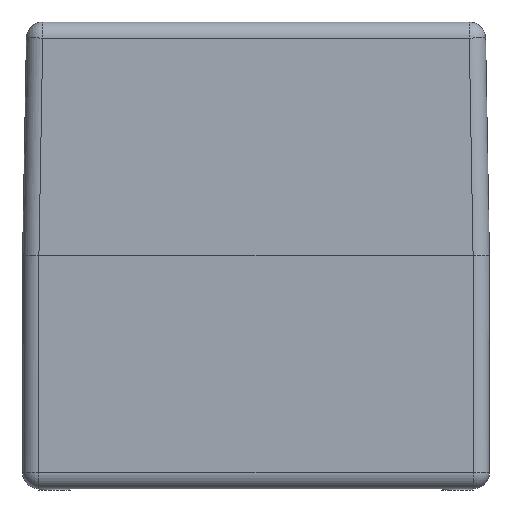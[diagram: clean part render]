
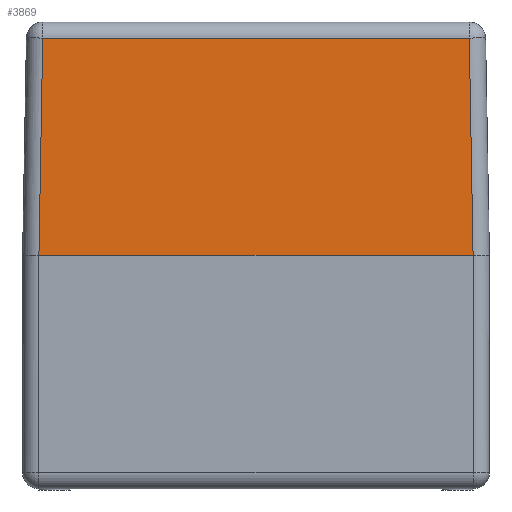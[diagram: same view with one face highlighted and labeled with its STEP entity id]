
A CAD part, left-side view. The second image highlights one B-rep face of the part: STEP entity #3869.
In plain terms, the highlighted planar face has unit normal (-1, 0, 0.018).
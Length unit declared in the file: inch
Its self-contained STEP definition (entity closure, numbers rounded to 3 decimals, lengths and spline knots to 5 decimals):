
#229 = LINE ( 'NONE', #6515, #15077 ) ;
#731 = ORIENTED_EDGE ( 'NONE', *, *, #5099, .T. ) ;
#767 = CARTESIAN_POINT ( 'NONE',  ( -1., -0.93001, 0. ) ) ;
#830 = DIRECTION ( 'NONE',  ( 0., 1., 0. ) ) ;
#892 = CARTESIAN_POINT ( 'NONE',  ( -0.98375, 0.98254, 0.93122 ) ) ;
#1072 = ORIENTED_EDGE ( 'NONE', *, *, #10598, .T. ) ;
#1108 = EDGE_CURVE ( 'NONE', #2764, #16314, #6332, .T. ) ;
#1662 = EDGE_LOOP ( 'NONE', ( #13885, #8077, #1909, #731, #1072, #12178 ) ) ;
#1878 = PLANE ( 'NONE',  #15214 ) ;
#1909 = ORIENTED_EDGE ( 'NONE', *, *, #9349, .T. ) ;
#2036 = VERTEX_POINT ( 'NONE', #767 ) ;
#2081 = CARTESIAN_POINT ( 'NONE',  ( -1., -1., 0. ) ) ;
#2177 = CARTESIAN_POINT ( 'NONE',  ( -1., -1., 0. ) ) ;
#2764 = VERTEX_POINT ( 'NONE', #11201 ) ;
#3002 = LINE ( 'NONE', #5036, #10718 ) ;
#3869 = ADVANCED_FACE ( 'NONE', ( #9932 ), #1878, .T. ) ;
#3888 = CARTESIAN_POINT ( 'NONE',  ( -0.98375, 0.91376, 0.93122 ) ) ;
#4190 = VERTEX_POINT ( 'NONE', #3888 ) ;
#5036 = CARTESIAN_POINT ( 'NONE',  ( -1., -1., 0. ) ) ;
#5099 = EDGE_CURVE ( 'NONE', #4190, #6260, #229, .T. ) ;
#5110 = CARTESIAN_POINT ( 'NONE',  ( -1., 0.93001, 0. ) ) ;
#5384 = CARTESIAN_POINT ( 'NONE',  ( -1.00002, -0.93003, -0.00122 ) ) ;
#5763 = DIRECTION ( 'NONE',  ( 0.017, 0., 1. ) ) ;
#6260 = VERTEX_POINT ( 'NONE', #5110 ) ;
#6332 = LINE ( 'NONE', #2177, #9595 ) ;
#6515 = CARTESIAN_POINT ( 'NONE',  ( -0.99941, 0.92942, 0.03367 ) ) ;
#6707 = VERTEX_POINT ( 'NONE', #12568 ) ;
#7066 = VECTOR ( 'NONE', #12506, 39.37008 ) ;
#7715 = CARTESIAN_POINT ( 'NONE',  ( -1., -1., 0. ) ) ;
#7725 = DIRECTION ( 'NONE',  ( 0., -1., 0. ) ) ;
#7765 = DIRECTION ( 'NONE',  ( -1., 0., 0.017 ) ) ;
#8077 = ORIENTED_EDGE ( 'NONE', *, *, #15779, .T. ) ;
#9349 = EDGE_CURVE ( 'NONE', #6707, #4190, #13669, .T. ) ;
#9595 = VECTOR ( 'NONE', #11394, 39.37008 ) ;
#9932 = FACE_OUTER_BOUND ( 'NONE', #1662, .T. ) ;
#10243 = DIRECTION ( 'NONE',  ( -0.017, 0.017, -1. ) ) ;
#10598 = EDGE_CURVE ( 'NONE', #6260, #2764, #12702, .T. ) ;
#10718 = VECTOR ( 'NONE', #7725, 39.37008 ) ;
#10838 = DIRECTION ( 'NONE',  ( 0., -1., 0. ) ) ;
#11201 = CARTESIAN_POINT ( 'NONE',  ( -1., 0.93, 0. ) ) ;
#11394 = DIRECTION ( 'NONE',  ( 0., -1., 0. ) ) ;
#12178 = ORIENTED_EDGE ( 'NONE', *, *, #1108, .T. ) ;
#12489 = LINE ( 'NONE', #5384, #7066 ) ;
#12506 = DIRECTION ( 'NONE',  ( 0.017, 0.017, 1. ) ) ;
#12568 = CARTESIAN_POINT ( 'NONE',  ( -0.98375, -0.91376, 0.93122 ) ) ;
#12702 = LINE ( 'NONE', #2081, #12734 ) ;
#12734 = VECTOR ( 'NONE', #10838, 39.37008 ) ;
#13054 = VECTOR ( 'NONE', #830, 39.37008 ) ;
#13669 = LINE ( 'NONE', #892, #13054 ) ;
#13885 = ORIENTED_EDGE ( 'NONE', *, *, #16081, .T. ) ;
#13975 = CARTESIAN_POINT ( 'NONE',  ( -1., -0.93, 0. ) ) ;
#15077 = VECTOR ( 'NONE', #10243, 39.37008 ) ;
#15214 = AXIS2_PLACEMENT_3D ( 'NONE', #7715, #7765, #5763 ) ;
#15779 = EDGE_CURVE ( 'NONE', #2036, #6707, #12489, .T. ) ;
#16081 = EDGE_CURVE ( 'NONE', #16314, #2036, #3002, .T. ) ;
#16314 = VERTEX_POINT ( 'NONE', #13975 ) ;
